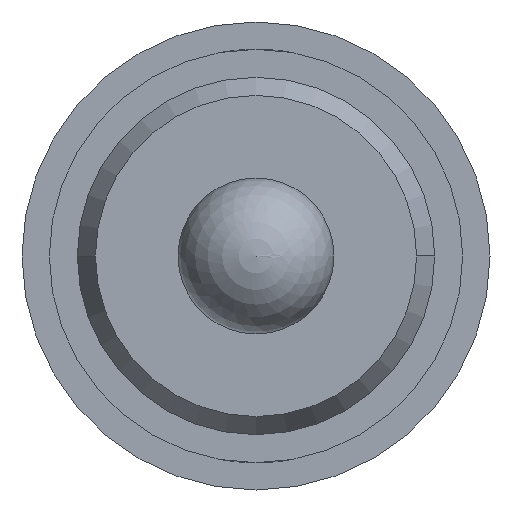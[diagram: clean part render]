
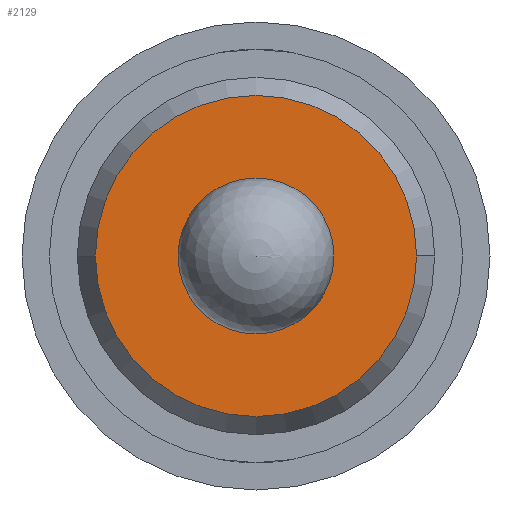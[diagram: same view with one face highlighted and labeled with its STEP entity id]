
A CAD part, front view. The second image highlights one B-rep face of the part: STEP entity #2129.
In plain terms, the highlighted planar face has unit normal (0, -1, 0).
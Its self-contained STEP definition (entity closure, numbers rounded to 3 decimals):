
#97 = DIRECTION ( 'NONE',  ( 0., 1., 0. ) ) ;
#134 = PLANE ( 'NONE',  #4894 ) ;
#278 = AXIS2_PLACEMENT_3D ( 'NONE', #2825, #4456, #4040 ) ;
#566 = FACE_OUTER_BOUND ( 'NONE', #1460, .T. ) ;
#817 = CIRCLE ( 'NONE', #3162, 0.5 ) ;
#1264 = CARTESIAN_POINT ( 'NONE',  ( 0., -28.6, 0.5 ) ) ;
#1267 = ORIENTED_EDGE ( 'NONE', *, *, #3039, .T. ) ;
#1376 = FACE_BOUND ( 'NONE', #3863, .T. ) ;
#1414 = DIRECTION ( 'NONE',  ( 1., 0., 0. ) ) ;
#1460 = EDGE_LOOP ( 'NONE', ( #4697, #1267 ) ) ;
#1623 = CIRCLE ( 'NONE', #3262, 1.03 ) ;
#1744 = VERTEX_POINT ( 'NONE', #3577 ) ;
#1826 = DIRECTION ( 'NONE',  ( 0., 0., -1. ) ) ;
#2047 = EDGE_CURVE ( 'Defeature ausgef�hrt1_22+Defeature ausgef�hrt1_26+Defeature ausgef�hrt1_26+Defeature ausgef�hrt1_26', #5018, #4280, #3129, .T. ) ;
#2099 = DIRECTION ( 'NONE',  ( 0., -1., 0. ) ) ;
#2129 = ADVANCED_FACE ( 'Defeature ausgef�hrt1_22', ( #1376, #566 ), #134, .T. ) ;
#2239 = CIRCLE ( 'NONE', #278, 1.03 ) ;
#2481 = ORIENTED_EDGE ( 'NONE', *, *, #2047, .T. ) ;
#2542 = EDGE_CURVE ( 'Defeature ausgef�hrt1_22+Defeature ausgef�hrt1_24+Defeature ausgef�hrt1_24+Defeature ausgef�hrt1_24', #1744, #3615, #1623, .T. ) ;
#2683 = ORIENTED_EDGE ( 'NONE', *, *, #5036, .T. ) ;
#2825 = CARTESIAN_POINT ( 'NONE',  ( 0., -28.6, 0. ) ) ;
#2906 = AXIS2_PLACEMENT_3D ( 'NONE', #3283, #97, #4070 ) ;
#3022 = DIRECTION ( 'NONE',  ( 0., 1., 0. ) ) ;
#3039 = EDGE_CURVE ( 'Defeature ausgef�hrt1_22+Defeature ausgef�hrt1_24+Defeature ausgef�hrt1_24+Defeature ausgef�hrt1_24', #3615, #1744, #2239, .T. ) ;
#3129 = CIRCLE ( 'NONE', #2906, 0.5 ) ;
#3162 = AXIS2_PLACEMENT_3D ( 'NONE', #3809, #3022, #1826 ) ;
#3262 = AXIS2_PLACEMENT_3D ( 'NONE', #5004, #3828, #1414 ) ;
#3283 = CARTESIAN_POINT ( 'NONE',  ( 0., -28.6, 0. ) ) ;
#3577 = CARTESIAN_POINT ( 'NONE',  ( -1.03, -28.6, 0. ) ) ;
#3603 = CARTESIAN_POINT ( 'NONE',  ( 1.03, -28.6, 0. ) ) ;
#3615 = VERTEX_POINT ( 'NONE', #3603 ) ;
#3809 = CARTESIAN_POINT ( 'NONE',  ( 0., -28.6, 0. ) ) ;
#3828 = DIRECTION ( 'NONE',  ( 0., -1., 0. ) ) ;
#3863 = EDGE_LOOP ( 'NONE', ( #2683, #2481 ) ) ;
#4040 = DIRECTION ( 'NONE',  ( 1., 0., 0. ) ) ;
#4070 = DIRECTION ( 'NONE',  ( 0., 0., -1. ) ) ;
#4222 = CARTESIAN_POINT ( 'NONE',  ( -1.145, -28.6, 0. ) ) ;
#4280 = VERTEX_POINT ( 'NONE', #1264 ) ;
#4456 = DIRECTION ( 'NONE',  ( 0., -1., 0. ) ) ;
#4697 = ORIENTED_EDGE ( 'NONE', *, *, #2542, .T. ) ;
#4894 = AXIS2_PLACEMENT_3D ( 'NONE', #4222, #2099, #5003 ) ;
#5003 = DIRECTION ( 'NONE',  ( 1., 0., 0. ) ) ;
#5004 = CARTESIAN_POINT ( 'NONE',  ( 0., -28.6, 0. ) ) ;
#5018 = VERTEX_POINT ( 'NONE', #5055 ) ;
#5036 = EDGE_CURVE ( 'Defeature ausgef�hrt1_22+Defeature ausgef�hrt1_26+Defeature ausgef�hrt1_26+Defeature ausgef�hrt1_26', #4280, #5018, #817, .T. ) ;
#5055 = CARTESIAN_POINT ( 'NONE',  ( 0., -28.6, -0.5 ) ) ;
